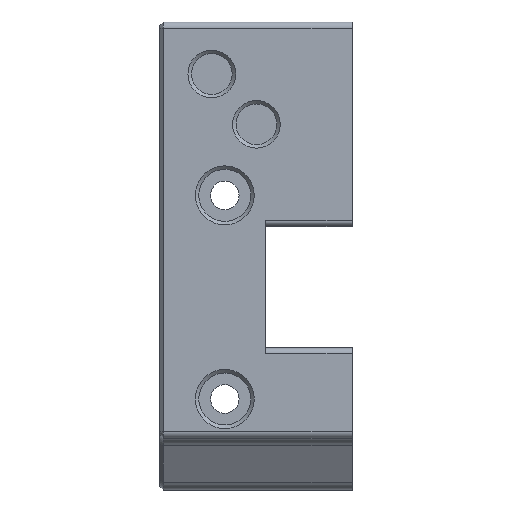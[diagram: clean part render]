
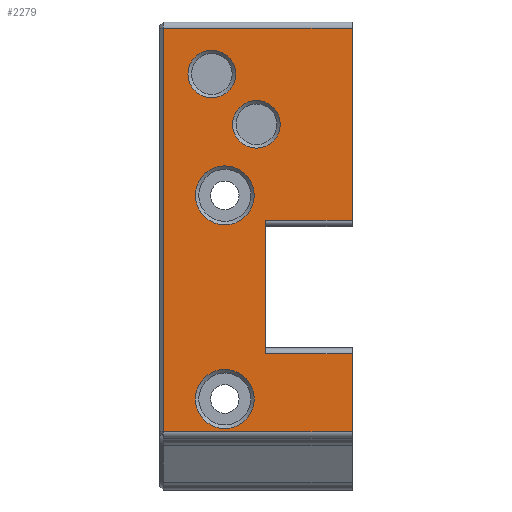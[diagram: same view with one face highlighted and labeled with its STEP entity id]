
A CAD part, front view. The second image highlights one B-rep face of the part: STEP entity #2279.
In plain terms, the highlighted planar face has unit normal (0, -1, 0).
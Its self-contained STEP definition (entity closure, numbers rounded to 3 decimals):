
#94=FACE_BOUND('',#709,.T.);
#95=FACE_BOUND('',#710,.T.);
#96=FACE_BOUND('',#711,.T.);
#97=FACE_BOUND('',#712,.T.);
#119=LINE('',#3505,#314);
#128=LINE('',#3548,#323);
#141=LINE('',#3605,#336);
#142=LINE('',#3606,#337);
#143=LINE('',#3608,#338);
#144=LINE('',#3610,#339);
#145=LINE('',#3611,#340);
#146=LINE('',#3612,#341);
#314=VECTOR('',#2743,10.);
#323=VECTOR('',#2782,10.);
#336=VECTOR('',#2837,10.);
#337=VECTOR('',#2838,10.);
#338=VECTOR('',#2839,10.);
#339=VECTOR('',#2840,10.);
#340=VECTOR('',#2841,10.);
#341=VECTOR('',#2842,10.);
#506=PLANE('',#2470);
#569=FACE_OUTER_BOUND('',#708,.T.);
#708=EDGE_LOOP('',(#1643,#1644,#1645,#1646,#1647,#1648,#1649,#1650));
#709=EDGE_LOOP('',(#1651));
#710=EDGE_LOOP('',(#1652));
#711=EDGE_LOOP('',(#1653));
#712=EDGE_LOOP('',(#1654));
#889=CIRCLE('',#2468,2.75);
#891=CIRCLE('',#2471,3.4);
#892=CIRCLE('',#2472,2.75);
#893=CIRCLE('',#2473,3.4);
#1009=VERTEX_POINT('',#3502);
#1010=VERTEX_POINT('',#3504);
#1028=VERTEX_POINT('',#3545);
#1029=VERTEX_POINT('',#3547);
#1049=VERTEX_POINT('',#3597);
#1051=VERTEX_POINT('',#3603);
#1052=VERTEX_POINT('',#3604);
#1053=VERTEX_POINT('',#3607);
#1054=VERTEX_POINT('',#3609);
#1055=VERTEX_POINT('',#3613);
#1056=VERTEX_POINT('',#3615);
#1057=VERTEX_POINT('',#3617);
#1230=EDGE_CURVE('',#1009,#1010,#119,.T.);
#1251=EDGE_CURVE('',#1028,#1029,#128,.T.);
#1276=EDGE_CURVE('',#1049,#1049,#889,.T.);
#1279=EDGE_CURVE('',#1051,#1052,#141,.T.);
#1280=EDGE_CURVE('',#1029,#1051,#142,.T.);
#1281=EDGE_CURVE('',#1053,#1028,#143,.T.);
#1282=EDGE_CURVE('',#1053,#1054,#144,.T.);
#1283=EDGE_CURVE('',#1010,#1054,#145,.T.);
#1284=EDGE_CURVE('',#1052,#1009,#146,.T.);
#1285=EDGE_CURVE('',#1055,#1055,#891,.T.);
#1286=EDGE_CURVE('',#1056,#1056,#892,.T.);
#1287=EDGE_CURVE('',#1057,#1057,#893,.T.);
#1643=ORIENTED_EDGE('',*,*,#1279,.F.);
#1644=ORIENTED_EDGE('',*,*,#1280,.F.);
#1645=ORIENTED_EDGE('',*,*,#1251,.F.);
#1646=ORIENTED_EDGE('',*,*,#1281,.F.);
#1647=ORIENTED_EDGE('',*,*,#1282,.T.);
#1648=ORIENTED_EDGE('',*,*,#1283,.F.);
#1649=ORIENTED_EDGE('',*,*,#1230,.F.);
#1650=ORIENTED_EDGE('',*,*,#1284,.F.);
#1651=ORIENTED_EDGE('',*,*,#1285,.F.);
#1652=ORIENTED_EDGE('',*,*,#1286,.F.);
#1653=ORIENTED_EDGE('',*,*,#1287,.F.);
#1654=ORIENTED_EDGE('',*,*,#1276,.F.);
#2279=ADVANCED_FACE('',(#569,#94,#95,#96,#97),#506,.T.);
#2468=AXIS2_PLACEMENT_3D('',#3598,#2830,#2831);
#2470=AXIS2_PLACEMENT_3D('',#3602,#2835,#2836);
#2471=AXIS2_PLACEMENT_3D('',#3614,#2843,#2844);
#2472=AXIS2_PLACEMENT_3D('',#3616,#2845,#2846);
#2473=AXIS2_PLACEMENT_3D('',#3618,#2847,#2848);
#2743=DIRECTION('',(0.,0.,-1.));
#2782=DIRECTION('',(0.,0.,-1.));
#2830=DIRECTION('center_axis',(0.,-1.,0.));
#2831=DIRECTION('ref_axis',(1.,0.,0.));
#2835=DIRECTION('center_axis',(0.,-1.,0.));
#2836=DIRECTION('ref_axis',(-1.,0.,0.));
#2837=DIRECTION('',(0.,0.,1.));
#2838=DIRECTION('',(-1.,0.,0.));
#2839=DIRECTION('',(1.,0.,0.));
#2840=DIRECTION('',(0.,0.,1.));
#2841=DIRECTION('',(-1.,0.,0.));
#2842=DIRECTION('',(1.,0.,0.));
#2843=DIRECTION('center_axis',(0.,-1.,0.));
#2844=DIRECTION('ref_axis',(1.,0.,0.));
#2845=DIRECTION('center_axis',(0.,-1.,0.));
#2846=DIRECTION('ref_axis',(1.,0.,0.));
#2847=DIRECTION('center_axis',(0.,-1.,0.));
#2848=DIRECTION('ref_axis',(1.,0.,0.));
#3502=CARTESIAN_POINT('',(0.,-23.5,-0.7));
#3504=CARTESIAN_POINT('',(0.,-23.5,-22.9));
#3505=CARTESIAN_POINT('',(0.,-23.5,0.));
#3545=CARTESIAN_POINT('',(0.,-23.5,-38.3));
#3547=CARTESIAN_POINT('',(0.,-23.5,-47.3));
#3548=CARTESIAN_POINT('',(0.,-23.5,0.));
#3597=CARTESIAN_POINT('',(-13.8,-23.5,-11.803));
#3598=CARTESIAN_POINT('Origin',(-11.05,-23.5,-11.803));
#3602=CARTESIAN_POINT('Origin',(0.,-23.5,0.));
#3603=CARTESIAN_POINT('',(-21.8,-23.5,-47.3));
#3604=CARTESIAN_POINT('',(-21.8,-23.5,-0.7));
#3605=CARTESIAN_POINT('',(-21.8,-23.5,0.));
#3606=CARTESIAN_POINT('',(8.9,-23.5,-47.3));
#3607=CARTESIAN_POINT('',(-10.,-23.5,-38.3));
#3608=CARTESIAN_POINT('',(0.,-23.5,-38.3));
#3609=CARTESIAN_POINT('',(-10.,-23.5,-22.9));
#3610=CARTESIAN_POINT('',(-10.,-23.5,-11.8));
#3611=CARTESIAN_POINT('',(0.,-23.5,-22.9));
#3612=CARTESIAN_POINT('',(-5.55,-23.5,-0.7));
#3613=CARTESIAN_POINT('',(-18.1,-23.5,-43.5));
#3614=CARTESIAN_POINT('Origin',(-14.7,-23.5,-43.5));
#3615=CARTESIAN_POINT('',(-18.95,-23.5,-6.));
#3616=CARTESIAN_POINT('Origin',(-16.2,-23.5,-6.));
#3617=CARTESIAN_POINT('',(-18.1,-23.5,-20.));
#3618=CARTESIAN_POINT('Origin',(-14.7,-23.5,-20.));
